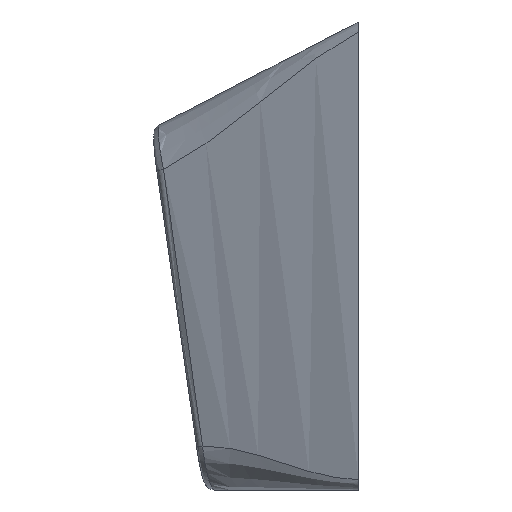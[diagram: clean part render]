
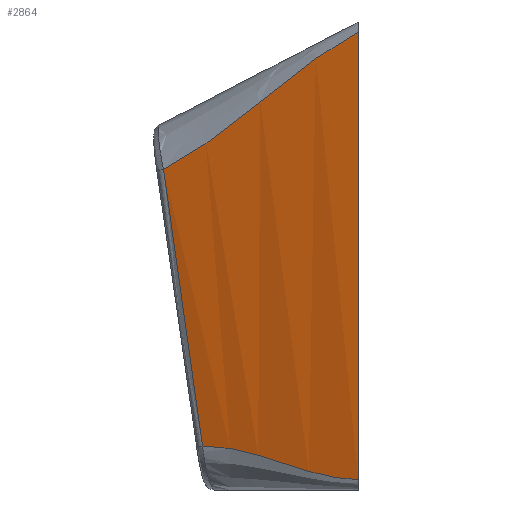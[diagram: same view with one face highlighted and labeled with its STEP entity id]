
A CAD part, left-side view. The second image highlights one B-rep face of the part: STEP entity #2864.
In plain terms, the highlighted free-form (B-spline) face has degree [3, 1] with [6, 2] control points.
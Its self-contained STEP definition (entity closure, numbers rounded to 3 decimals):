
#2647=VERTEX_POINT('',#2648);
#2648=CARTESIAN_POINT('',(0.0,0.0,-0.379));
#2660=EDGE_CURVE('',#2647,#2661,#2663,.F.);
#2661=VERTEX_POINT('',#2662);
#2662=CARTESIAN_POINT('',(0.0,0.0,-17.6));
#2663=LINE('',#2664,#2665);
#2664=CARTESIAN_POINT('',(0.0,0.0,0.0));
#2665=VECTOR('',#2666,1.0);
#2666=DIRECTION('',(0.0,0.0,1.0));
#2864=ADVANCED_FACE('',(#2865),#2972,.F.);
#2865=FACE_BOUND('',#2866,.T.);
#2866=EDGE_LOOP('',(#2867,#2909,#2924,#2971));
#2867=ORIENTED_EDGE('',*,*,#2868,.T.);
#2868=EDGE_CURVE('',#2647,#2869,#2871,.T.);
#2869=VERTEX_POINT('',#2870);
#2870=CARTESIAN_POINT('',(2.896,7.492,-5.675));
#2871=B_SPLINE_CURVE_WITH_KNOTS('',4,(#2872,#2873,#2874,#2875,#2876,#2877,#2878,#2879,#2880,#2881,#2882,#2883,#2884,#2885,#2886,#2887,#2888,#2889,#2890,#2891,#2892,#2893,#2894,#2895,#2896,#2897,#2898,#2899,#2900,#2901,#2902,#2903,#2904,#2905,#2906,#2907,#2908),.UNSPECIFIED.,.F.,.U.,(5,4,4,4,4,4,4,4,4,5),(0.0,0.125,0.25,0.375,0.5,0.625,0.75,0.875,0.938,0.981),.UNSPECIFIED.);
#2872=CARTESIAN_POINT('',(0.,0.,-0.379));
#2873=CARTESIAN_POINT('',(0.093,0.246,-0.511));
#2874=CARTESIAN_POINT('',(0.187,0.496,-0.655));
#2875=CARTESIAN_POINT('',(0.283,0.75,-0.811));
#2876=CARTESIAN_POINT('',(0.38,1.007,-0.979));
#2877=CARTESIAN_POINT('',(0.468,1.239,-1.131));
#2878=CARTESIAN_POINT('',(0.559,1.479,-1.295));
#2879=CARTESIAN_POINT('',(0.652,1.725,-1.471));
#2880=CARTESIAN_POINT('',(0.749,1.978,-1.657));
#2881=CARTESIAN_POINT('',(0.831,2.194,-1.817));
#2882=CARTESIAN_POINT('',(0.919,2.424,-1.992));
#2883=CARTESIAN_POINT('',(1.012,2.668,-2.182));
#2884=CARTESIAN_POINT('',(1.112,2.926,-2.387));
#2885=CARTESIAN_POINT('',(1.178,3.099,-2.524));
#2886=CARTESIAN_POINT('',(1.261,3.314,-2.696));
#2887=CARTESIAN_POINT('',(1.36,3.569,-2.902));
#2888=CARTESIAN_POINT('',(1.474,3.863,-3.139));
#2889=CARTESIAN_POINT('',(1.606,4.202,-3.412));
#2890=CARTESIAN_POINT('',(1.711,4.471,-3.627));
#2891=CARTESIAN_POINT('',(1.789,4.671,-3.784));
#2892=CARTESIAN_POINT('',(1.841,4.803,-3.887));
#2893=CARTESIAN_POINT('',(1.946,5.069,-4.094));
#2894=CARTESIAN_POINT('',(2.043,5.317,-4.282));
#2895=CARTESIAN_POINT('',(2.133,5.546,-4.451));
#2896=CARTESIAN_POINT('',(2.216,5.757,-4.6));
#2897=CARTESIAN_POINT('',(2.319,6.019,-4.786));
#2898=CARTESIAN_POINT('',(2.418,6.269,-4.956));
#2899=CARTESIAN_POINT('',(2.512,6.509,-5.111));
#2900=CARTESIAN_POINT('',(2.602,6.739,-5.251));
#2901=CARTESIAN_POINT('',(2.651,6.865,-5.327));
#2902=CARTESIAN_POINT('',(2.701,6.992,-5.401));
#2903=CARTESIAN_POINT('',(2.75,7.118,-5.473));
#2904=CARTESIAN_POINT('',(2.8,7.245,-5.542));
#2905=CARTESIAN_POINT('',(2.8,7.247,-5.543));
#2906=CARTESIAN_POINT('',(2.817,7.288,-5.565));
#2907=CARTESIAN_POINT('',(2.849,7.37,-5.609));
#2908=CARTESIAN_POINT('',(2.896,7.492,-5.674));
#2909=ORIENTED_EDGE('',*,*,#2910,.T.);
#2910=EDGE_CURVE('',#2869,#2911,#2913,.T.);
#2911=VERTEX_POINT('',#2912);
#2912=CARTESIAN_POINT('',(2.882,5.996,-16.306));
#2913=B_SPLINE_CURVE_WITH_KNOTS('',3,(#2914,#2915,#2916,#2917,#2918,#2919,#2920,#2921,#2922,#2923),.UNSPECIFIED.,.F.,.U.,(4,2,2,2,4),(-4.768,0.,5.969,10.737,15.505),.UNSPECIFIED.);
#2914=CARTESIAN_POINT('',(2.902,8.161,-0.954));
#2915=CARTESIAN_POINT('',(2.9,7.938,-2.527));
#2916=CARTESIAN_POINT('',(2.898,7.715,-4.101));
#2917=CARTESIAN_POINT('',(2.894,7.214,-7.644));
#2918=CARTESIAN_POINT('',(2.891,6.936,-9.614));
#2919=CARTESIAN_POINT('',(2.886,6.437,-13.158));
#2920=CARTESIAN_POINT('',(2.884,6.216,-14.732));
#2921=CARTESIAN_POINT('',(2.88,5.775,-17.88));
#2922=CARTESIAN_POINT('',(2.877,5.556,-19.454));
#2923=CARTESIAN_POINT('',(2.875,5.337,-21.028));
#2924=ORIENTED_EDGE('',*,*,#2925,.T.);
#2925=EDGE_CURVE('',#2911,#2661,#2926,.T.);
#2926=B_SPLINE_CURVE_WITH_KNOTS('',4,(#2927,#2928,#2929,#2930,#2931,#2932,#2933,#2934,#2935,#2936,#2937,#2938,#2939,#2940,#2941,#2942,#2943,#2944,#2945,#2946,#2947,#2948,#2949,#2950,#2951,#2952,#2953,#2954,#2955,#2956,#2957,#2958,#2959,#2960,#2961,#2962,#2963,#2964,#2965,#2966,#2967,#2968,#2969,#2970),.UNSPECIFIED.,.F.,.U.,(5,4,4,4,4,4,4,3,4,4,4,5),(0.04,0.063,0.125,0.25,0.375,0.438,0.5,0.507,0.625,0.75,0.875,1.0),.UNSPECIFIED.);
#2927=CARTESIAN_POINT('',(2.882,5.996,-16.306));
#2928=CARTESIAN_POINT('',(2.865,5.961,-16.306));
#2929=CARTESIAN_POINT('',(2.849,5.926,-16.306));
#2930=CARTESIAN_POINT('',(2.831,5.889,-16.306));
#2931=CARTESIAN_POINT('',(2.813,5.852,-16.307));
#2932=CARTESIAN_POINT('',(2.768,5.757,-16.309));
#2933=CARTESIAN_POINT('',(2.722,5.66,-16.313));
#2934=CARTESIAN_POINT('',(2.676,5.561,-16.32));
#2935=CARTESIAN_POINT('',(2.628,5.461,-16.329));
#2936=CARTESIAN_POINT('',(2.544,5.282,-16.346));
#2937=CARTESIAN_POINT('',(2.455,5.093,-16.371));
#2938=CARTESIAN_POINT('',(2.361,4.891,-16.407));
#2939=CARTESIAN_POINT('',(2.261,4.679,-16.452));
#2940=CARTESIAN_POINT('',(2.184,4.514,-16.488));
#2941=CARTESIAN_POINT('',(2.097,4.329,-16.532));
#2942=CARTESIAN_POINT('',(2.,4.123,-16.587));
#2943=CARTESIAN_POINT('',(1.894,3.898,-16.653));
#2944=CARTESIAN_POINT('',(1.858,3.821,-16.675));
#2945=CARTESIAN_POINT('',(1.815,3.731,-16.702));
#2946=CARTESIAN_POINT('',(1.765,3.626,-16.734));
#2947=CARTESIAN_POINT('',(1.709,3.508,-16.772));
#2948=CARTESIAN_POINT('',(1.625,3.331,-16.828));
#2949=CARTESIAN_POINT('',(1.566,3.207,-16.868));
#2950=CARTESIAN_POINT('',(1.532,3.136,-16.891));
#2951=CARTESIAN_POINT('',(1.524,3.118,-16.897));
#2952=CARTESIAN_POINT('',(1.518,3.105,-16.901));
#2953=CARTESIAN_POINT('',(1.512,3.093,-16.905));
#2954=CARTESIAN_POINT('',(1.506,3.081,-16.909));
#2955=CARTESIAN_POINT('',(1.397,2.853,-16.984));
#2956=CARTESIAN_POINT('',(1.304,2.66,-17.047));
#2957=CARTESIAN_POINT('',(1.222,2.488,-17.103));
#2958=CARTESIAN_POINT('',(1.149,2.338,-17.15));
#2959=CARTESIAN_POINT('',(1.047,2.128,-17.217));
#2960=CARTESIAN_POINT('',(0.95,1.928,-17.277));
#2961=CARTESIAN_POINT('',(0.858,1.738,-17.33));
#2962=CARTESIAN_POINT('',(0.77,1.559,-17.376));
#2963=CARTESIAN_POINT('',(0.67,1.354,-17.429));
#2964=CARTESIAN_POINT('',(0.572,1.156,-17.474));
#2965=CARTESIAN_POINT('',(0.478,0.964,-17.511));
#2966=CARTESIAN_POINT('',(0.386,0.779,-17.539));
#2967=CARTESIAN_POINT('',(0.288,0.581,-17.569));
#2968=CARTESIAN_POINT('',(0.191,0.386,-17.589));
#2969=CARTESIAN_POINT('',(0.095,0.192,-17.6));
#2970=CARTESIAN_POINT('',(0.,0.,-17.6));
#2971=ORIENTED_EDGE('',*,*,#2660,.F.);
#2972=B_SPLINE_SURFACE_WITH_KNOTS('',3,1,((#2973,#2974),(#2975,#2976),(#2977,#2978),(#2979,#2980),(#2981,#2982),(#2983,#2984)),.UNSPECIFIED.,.F.,.F.,.U.,(4,2,4),(2,2),(0.0,0.5,1.0),(0.0,1.0),.UNSPECIFIED.);
#2973=CARTESIAN_POINT('',(3.0,8.0,-4.144));
#2974=CARTESIAN_POINT('',(3.0,6.0,-18.0));
#2975=CARTESIAN_POINT('',(2.5,6.667,-3.453));
#2976=CARTESIAN_POINT('',(2.5,5.0,-18.0));
#2977=CARTESIAN_POINT('',(2.0,5.333,-2.762));
#2978=CARTESIAN_POINT('',(2.0,4.0,-18.0));
#2979=CARTESIAN_POINT('',(1.0,2.667,-1.381));
#2980=CARTESIAN_POINT('',(1.0,2.0,-18.0));
#2981=CARTESIAN_POINT('',(0.5,1.333,-0.691));
#2982=CARTESIAN_POINT('',(0.5,1.0,-18.0));
#2983=CARTESIAN_POINT('',(0.,0.,0.));
#2984=CARTESIAN_POINT('',(0.0,0.0,-18.0));
